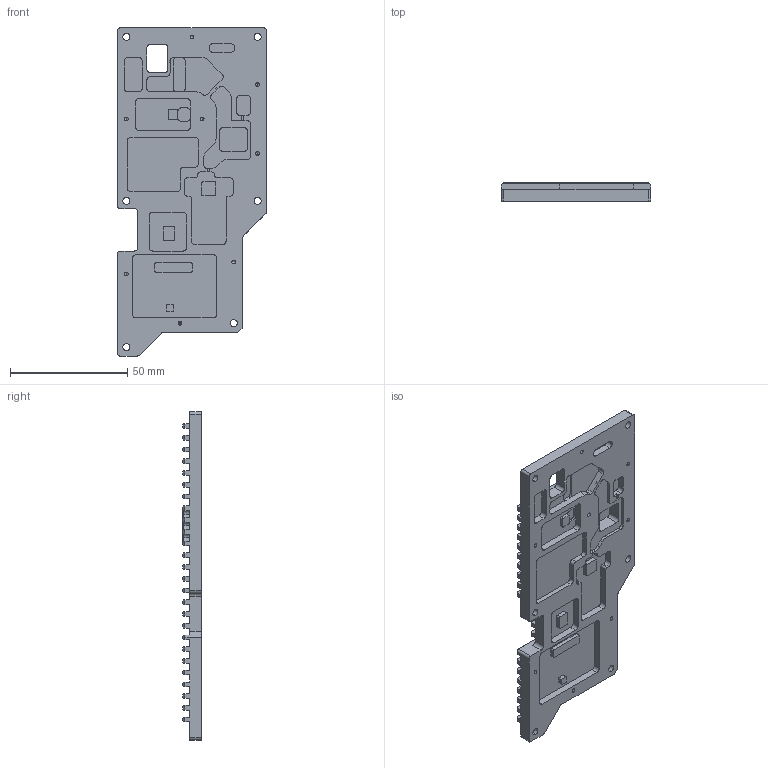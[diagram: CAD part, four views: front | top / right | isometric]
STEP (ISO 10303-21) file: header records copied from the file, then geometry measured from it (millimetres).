
FILE_DESCRIPTION (( 'STEP AP214' ), '1' );
FILE_NAME ('2m_board_case_top.STEP', '2022-06-15T13:37:44', ( 'MaxAli' ), ( '' ), 'SwSTEP 2.0', 'SolidWorks 2018', '' );
FILE_SCHEMA (( 'AUTOMOTIVE_DESIGN' ));
Length unit declared in the file: millimetre
Products named in the file (1): 2m_board_case_top
Bounding box: 63.5 x 8 x 139.7 mm (x, y, z)
Volume: 36025.5 mm3; surface area: 27735.8 mm2
Topology: 1 solids, 1 shells, 530 faces, 1497 edges, 980 vertices
Faces by surface type: plane 349, cylinder 158, cone 23
Entity records: 17194 total; most frequent: CARTESIAN_POINT 3000, ORIENTED_EDGE 2962, DIRECTION 2865, EDGE_CURVE 1481, LINE 1155, VECTOR 1155, VERTEX_POINT 980, AXIS2_PLACEMENT_3D 855
